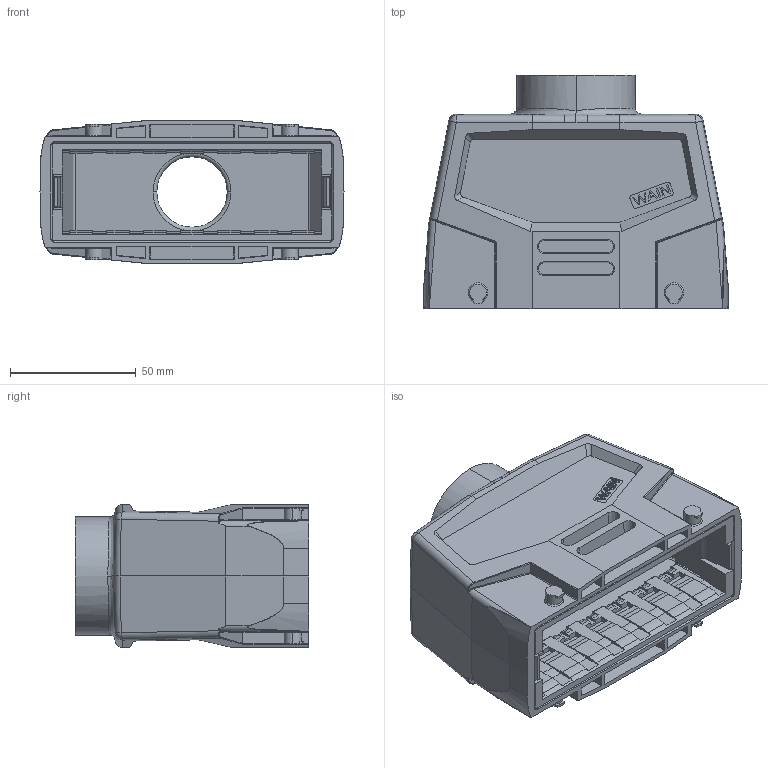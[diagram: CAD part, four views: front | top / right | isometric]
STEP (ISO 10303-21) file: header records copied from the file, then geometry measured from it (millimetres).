
FILE_DESCRIPTION(/* description */ (''),/* implementation_level */ '2;1');
FILE_NAME(/* name */ '3D_1290244301500_HM24B.P-TEH-4B-M32_V1.0.stp',/* time_stamp */ '2024-03-20T10:52:37+08:00',/* author */ (''),/* organization */ (''),/* preprocessor_version */ 'ST-DEVELOPER v18.1',/* originating_system */ 'SIEMENS PLM Software NX 1980',/* authorisation */ '');
FILE_SCHEMA (('AUTOMOTIVE_DESIGN { 1 0 10303 214 3 1 1 1 }'));
Length unit declared in the file: millimetre
Products named in the file (1): 3D_1290244305001_HM24B.P-TEH-4B-M40_V1.0_stp
Bounding box: 121 x 93 x 57 mm (x, y, z)
Volume: 162880.6 mm3; surface area: 72537.9 mm2
Topology: 1 solids, 1 shells, 883 faces, 2430 edges, 1565 vertices
Faces by surface type: plane 575, cylinder 241, torus 22, cone 21, bspline 12, sphere 12
Entity records: 31803 total; most frequent: CARTESIAN_POINT 9830, ORIENTED_EDGE 4844, DIRECTION 4164, EDGE_CURVE 2422, LINE 1696, VECTOR 1696, VERTEX_POINT 1564, AXIS2_PLACEMENT_3D 1234
